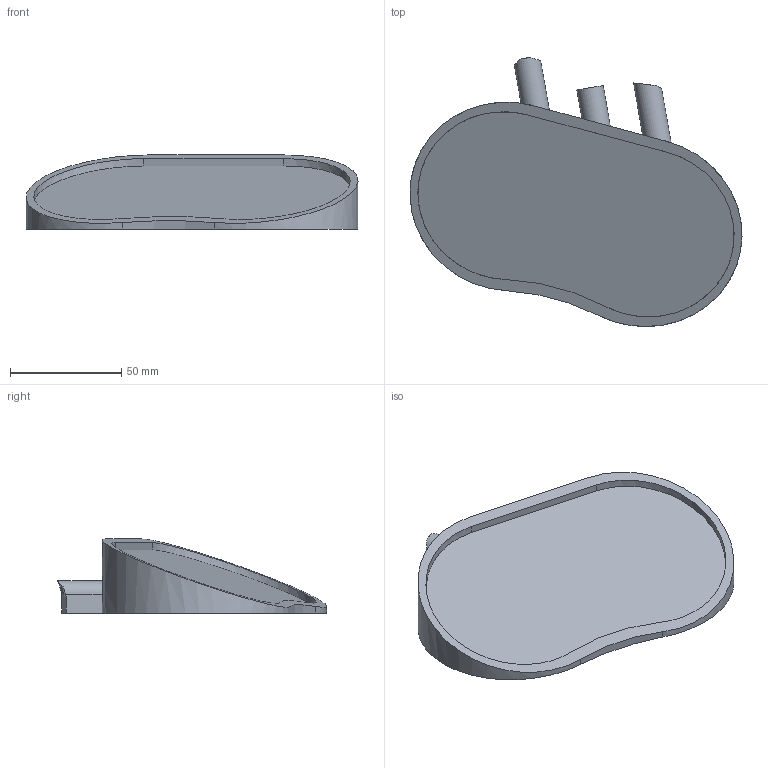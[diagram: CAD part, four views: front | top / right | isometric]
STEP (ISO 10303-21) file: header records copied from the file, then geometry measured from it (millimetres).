
FILE_DESCRIPTION(('FreeCAD Model'),'2;1');
FILE_NAME('Open CASCADE Shape Model','2025-10-11T17:37:51',(''),(''), 'Open CASCADE STEP processor 7.8','FreeCAD','Unknown');
FILE_SCHEMA(('AUTOMOTIVE_DESIGN { 1 0 10303 214 1 1 1 1 }'));
Length unit declared in the file: millimetre
Products named in the file (1): Cut002
Bounding box: 149.51 x 121.14 x 33.39 mm (x, y, z)
Volume: 178797.2 mm3; surface area: 35377.4 mm2
Topology: 1 solids, 1 shells, 55 faces, 139 edges, 92 vertices
Faces by surface type: plane 40, cylinder 9, extrusion 6
Full cylindrical faces by diameter (mm): 3.7 x6
Entity records: 1930 total; most frequent: CARTESIAN_POINT 534, DIRECTION 279, ORIENTED_EDGE 278, EDGE_CURVE 139, VECTOR 103, LINE 97, VERTEX_POINT 92, AXIS2_PLACEMENT_3D 88
